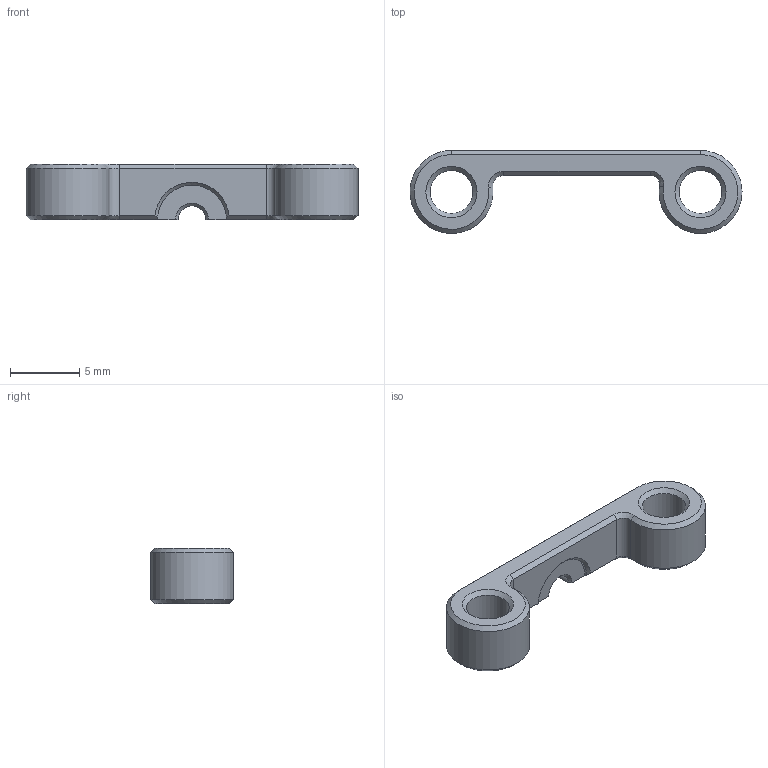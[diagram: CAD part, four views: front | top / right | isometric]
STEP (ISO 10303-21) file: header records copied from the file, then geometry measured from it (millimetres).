
FILE_DESCRIPTION(/* description */ (''),/* implementation_level */ '2;1');
FILE_NAME(/* name */ 'wheel_brace_top.stp',/* time_stamp */ '2024-10-05T20:28:29-07:00',/* author */ (''),/* organization */ (''),/* preprocessor_version */ 'ST-DEVELOPER v18.1',/* originating_system */ 'SIEMENS PLM Software NX 1996',/* authorisation */ '');
FILE_SCHEMA (('AUTOMOTIVE_DESIGN { 1 0 10303 214 3 1 1 1 }'));
Length unit declared in the file: millimetre
Products named in the file (1): freg63601562siri
Bounding box: 24 x 6 x 4 mm (x, y, z)
Volume: 255.1 mm3; surface area: 423.9 mm2
Topology: 1 solids, 1 shells, 35 faces, 87 edges, 54 vertices
Faces by surface type: cone 15, plane 12, cylinder 8
Full cylindrical faces by diameter (mm): 3.1 x2
Entity records: 1018 total; most frequent: DIRECTION 180, CARTESIAN_POINT 175, ORIENTED_EDGE 154, EDGE_CURVE 77, AXIS2_PLACEMENT_3D 71, VERTEX_POINT 50, EDGE_LOOP 45, LINE 38
